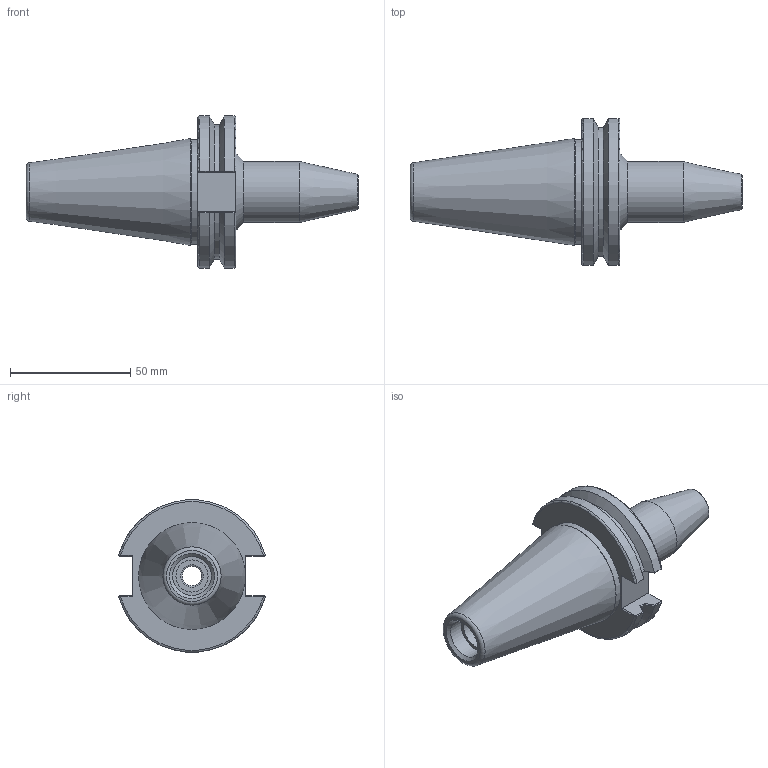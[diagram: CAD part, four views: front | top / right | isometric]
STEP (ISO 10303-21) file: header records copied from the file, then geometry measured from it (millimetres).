
FILE_DESCRIPTION(/* description */ (''),/* implementation_level */ '2;1');
FILE_NAME(/* name */ 'CAT40 SF8-2.75.step',/* time_stamp */ '2025-07-09T09:46:10-05:00',/* author */ (''),/* organization */ (''),/* preprocessor_version */ 'ST-DEVELOPER v20.1',/* originating_system */ 'Autodesk Translation Framework v14.10.0.0',/* authorisation */ '');
FILE_SCHEMA (('AUTOMOTIVE_DESIGN { 1 0 10303 214 3 1 1 }'));
Length unit declared in the file: inch
Products named in the file (1): CAT40 EM20-63
Bounding box: 138.18 x 61.14 x 63.26 mm (x, y, z)
Volume: 118031.9 mm3; surface area: 24977.8 mm2
Topology: 1 solids, 1 shells, 87 faces, 220 edges, 139 vertices
Faces by surface type: plane 32, bspline 24, cone 13, cylinder 13, torus 5
Full cylindrical faces by diameter (mm): 8 x1, 9.524 x1, 11.112 x1, 13.386 x1, 16.256 x1, 25.4 x1, 43.688 x1
Entity records: 3506 total; most frequent: CARTESIAN_POINT 1498, ORIENTED_EDGE 438, DIRECTION 350, EDGE_CURVE 219, VERTEX_POINT 139, LINE 120, VECTOR 120, AXIS2_PLACEMENT_3D 115
